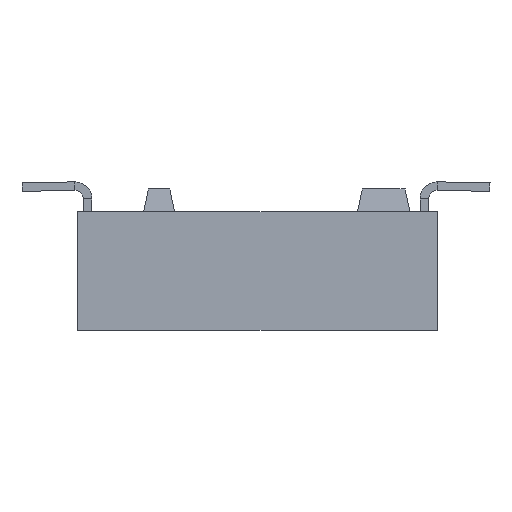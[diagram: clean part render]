
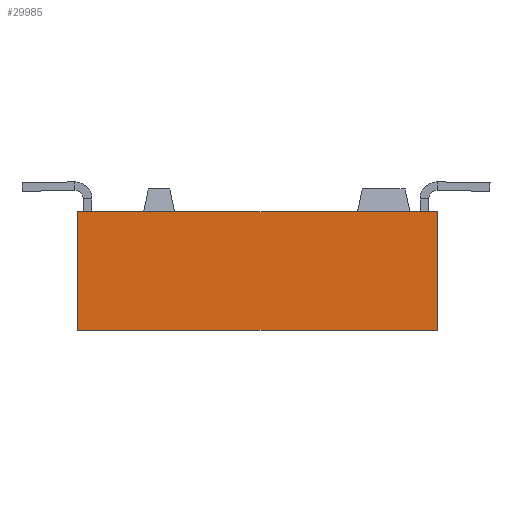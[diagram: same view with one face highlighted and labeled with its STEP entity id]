
A CAD part, left-side view. The second image highlights one B-rep face of the part: STEP entity #29985.
In plain terms, the highlighted planar face has unit normal (-1, 0, 0).
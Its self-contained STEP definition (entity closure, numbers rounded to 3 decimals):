
#33=DIRECTION('',(0.,0.,1.));
#34=VECTOR('',#33,2.77);
#35=CARTESIAN_POINT('',(-17.74,-4.2,-1.385));
#36=LINE('4981',#35,#34);
#753=DIRECTION('',(0.,1.,0.));
#754=VECTOR('',#753,8.4);
#755=CARTESIAN_POINT('',(-17.74,-4.2,1.385));
#756=LINE('4987',#755,#754);
#7469=DIRECTION('',(0.,1.,0.));
#7470=VECTOR('',#7469,8.4);
#7471=CARTESIAN_POINT('',(-17.74,-4.2,-1.385));
#7472=LINE('4986',#7471,#7470);
#12593=DIRECTION('',(0.,0.,1.));
#12594=VECTOR('',#12593,2.77);
#12595=CARTESIAN_POINT('',(-17.74,4.2,-1.385));
#12596=LINE('4984',#12595,#12594);
#14805=CARTESIAN_POINT('',(-17.74,-4.2,-1.385));
#14806=CARTESIAN_POINT('',(-17.74,-4.2,1.385));
#14807=VERTEX_POINT('',#14805);
#14808=VERTEX_POINT('',#14806);
#14813=CARTESIAN_POINT('',(-17.74,4.2,-1.385));
#14814=CARTESIAN_POINT('',(-17.74,4.2,1.385));
#14815=VERTEX_POINT('',#14813);
#14816=VERTEX_POINT('',#14814);
#29972=CARTESIAN_POINT('',(-17.74,-4.2,-1.385));
#29973=DIRECTION('',(-1.,0.,0.));
#29974=DIRECTION('',(0.,0.,1.));
#29975=AXIS2_PLACEMENT_3D('',#29972,#29973,#29974);
#29976=PLANE('3577',#29975);
#29977=ORIENTED_EDGE('4981',*,*,#19266,.F.);
#29979=ORIENTED_EDGE('4986',*,*,#29978,.T.);
#29981=ORIENTED_EDGE('4984',*,*,#29980,.T.);
#29982=ORIENTED_EDGE('4987',*,*,#19686,.F.);
#29983=EDGE_LOOP('3577',(#29977,#29979,#29981,#29982));
#29984=FACE_OUTER_BOUND('3577',#29983,.F.);
#29985=ADVANCED_FACE('3577',(#29984),#29976,.T.);
#19266=EDGE_CURVE('4981',#14807,#14808,#36,.T.);
#19686=EDGE_CURVE('4987',#14808,#14816,#756,.T.);
#29978=EDGE_CURVE('4986',#14807,#14815,#7472,.T.);
#29980=EDGE_CURVE('4984',#14815,#14816,#12596,.T.);
